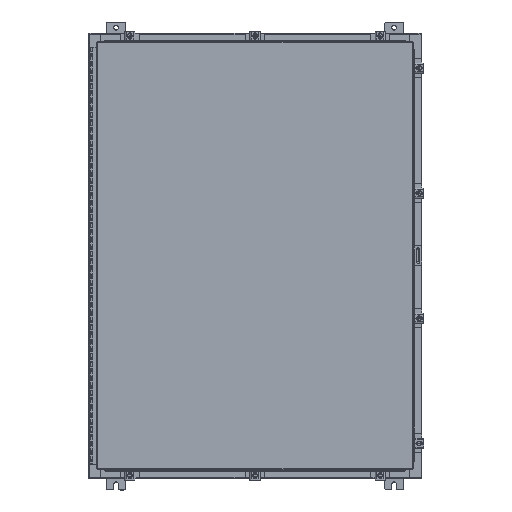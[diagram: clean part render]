
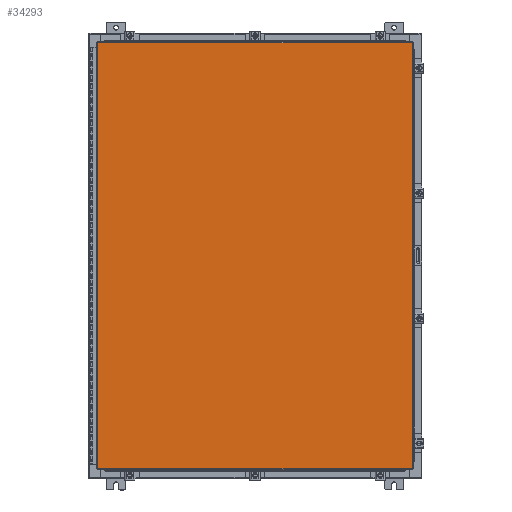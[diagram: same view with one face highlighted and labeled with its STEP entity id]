
A CAD part, top view. The second image highlights one B-rep face of the part: STEP entity #34293.
In plain terms, the highlighted planar face has unit normal (0, 0, 1).
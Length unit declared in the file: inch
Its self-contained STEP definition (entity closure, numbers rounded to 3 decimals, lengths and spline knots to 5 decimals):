
#1056 = CARTESIAN_POINT ( 'NONE',  ( 16.9903, -23.0063, 0. ) ) ;
#2336 = VERTEX_POINT ( 'NONE', #52567 ) ;
#5316 = DIRECTION ( 'NONE',  ( 0., 1., 0. ) ) ;
#6664 = EDGE_CURVE ( 'NONE', #2336, #51449, #41158, .T. ) ;
#7163 = DIRECTION ( 'NONE',  ( 0., -1., 0. ) ) ;
#10324 = EDGE_CURVE ( 'NONE', #15415, #33748, #45314, .T. ) ;
#11174 = VECTOR ( 'NONE', #53370, 39.37008 ) ;
#11366 = CARTESIAN_POINT ( 'NONE',  ( 16.9903, -23.0063, 0. ) ) ;
#13101 = LINE ( 'NONE', #1056, #44544 ) ;
#15415 = VERTEX_POINT ( 'NONE', #36404 ) ;
#16142 = LINE ( 'NONE', #37083, #38832 ) ;
#19203 = CARTESIAN_POINT ( 'NONE',  ( -16.9903, -23.0063, 0. ) ) ;
#21465 = CARTESIAN_POINT ( 'NONE',  ( 16.9903, 23.0063, 0. ) ) ;
#23698 = DIRECTION ( 'NONE',  ( 0., 0., -1. ) ) ;
#25785 = DIRECTION ( 'NONE',  ( -1., 0., 0. ) ) ;
#29717 = ORIENTED_EDGE ( 'NONE', *, *, #50563, .T. ) ;
#29806 = VECTOR ( 'NONE', #25785, 39.37008 ) ;
#30216 = EDGE_LOOP ( 'NONE', ( #36464, #47542, #52870, #29717 ) ) ;
#32122 = CARTESIAN_POINT ( 'NONE',  ( 0., 0., 0. ) ) ;
#33131 = FACE_OUTER_BOUND ( 'NONE', #30216, .T. ) ;
#33748 = VERTEX_POINT ( 'NONE', #11366 ) ;
#34293 = ADVANCED_FACE ( 'NONE', ( #33131 ), #36405, .F. ) ;
#36404 = CARTESIAN_POINT ( 'NONE',  ( -16.9903, -23.0063, 0. ) ) ;
#36405 = PLANE ( 'NONE',  #49172 ) ;
#36464 = ORIENTED_EDGE ( 'NONE', *, *, #10324, .T. ) ;
#37083 = CARTESIAN_POINT ( 'NONE',  ( -16.9903, 23.0063, 0. ) ) ;
#38832 = VECTOR ( 'NONE', #7163, 39.37008 ) ;
#40588 = EDGE_CURVE ( 'NONE', #33748, #2336, #13101, .T. ) ;
#41158 = LINE ( 'NONE', #21465, #29806 ) ;
#44544 = VECTOR ( 'NONE', #5316, 39.37008 ) ;
#45314 = LINE ( 'NONE', #19203, #11174 ) ;
#47542 = ORIENTED_EDGE ( 'NONE', *, *, #40588, .T. ) ;
#47810 = CARTESIAN_POINT ( 'NONE',  ( -16.9903, 23.0063, 0. ) ) ;
#49172 = AXIS2_PLACEMENT_3D ( 'NONE', #32122, #23698, #53545 ) ;
#50563 = EDGE_CURVE ( 'NONE', #51449, #15415, #16142, .T. ) ;
#51449 = VERTEX_POINT ( 'NONE', #47810 ) ;
#52567 = CARTESIAN_POINT ( 'NONE',  ( 16.9903, 23.0063, 0. ) ) ;
#52870 = ORIENTED_EDGE ( 'NONE', *, *, #6664, .T. ) ;
#53370 = DIRECTION ( 'NONE',  ( 1., 0., 0. ) ) ;
#53545 = DIRECTION ( 'NONE',  ( -1., 0., 0. ) ) ;
